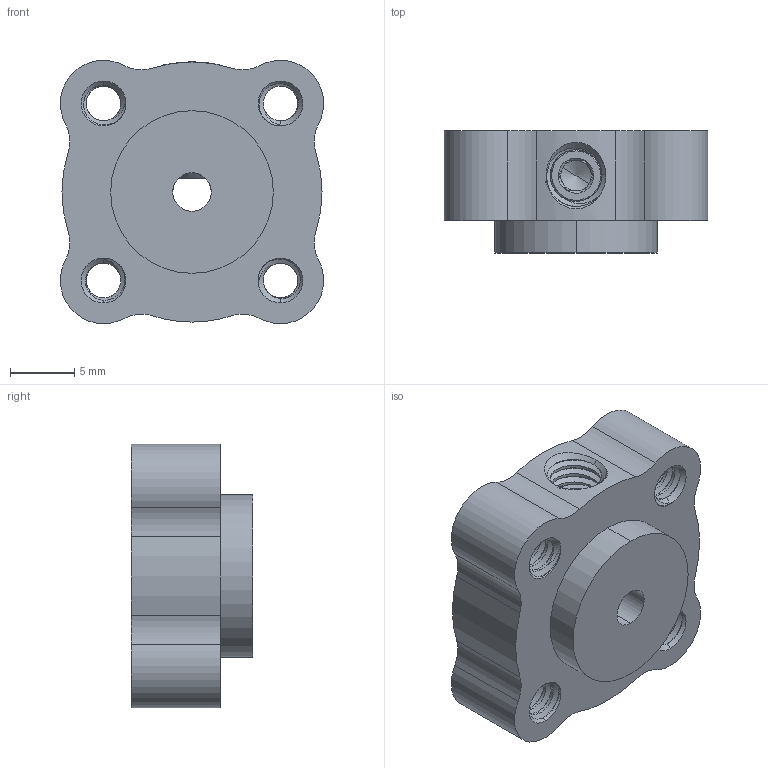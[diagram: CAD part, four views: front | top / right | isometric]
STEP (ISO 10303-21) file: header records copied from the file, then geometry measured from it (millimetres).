
FILE_DESCRIPTION (( 'STEP AP203' ), '1' );
FILE_NAME ('545564 assembly.STEP', '2017-06-30T21:05:49', ( '' ), ( '' ), 'SwSTEP 2.0', 'SolidWorks 2016', '' );
FILE_SCHEMA (( 'CONFIG_CONTROL_DESIGN' ));
Length unit declared in the file: inch
Products named in the file (3): 545564; 632138_91375A438; 545564 assembly
Assembly tree (2 placements, depth 2):
  545564 assembly
    545564
    632138_91375A438
Bounding box: 20.57 x 9.53 x 20.57 mm (x, y, z)
Volume: 2733.4 mm3; surface area: 2202.9 mm2
Topology: 2 solids, 2 shells, 321 faces, 911 edges, 591 vertices
Faces by surface type: cylinder 239, cone 44, bspline 20, plane 18
Entity records: 24310 total; most frequent: CARTESIAN_POINT 17115, ORIENTED_EDGE 1814, DIRECTION 1115, EDGE_CURVE 907, VERTEX_POINT 591, AXIS2_PLACEMENT_3D 422, EDGE_LOOP 334, ADVANCED_FACE 321
